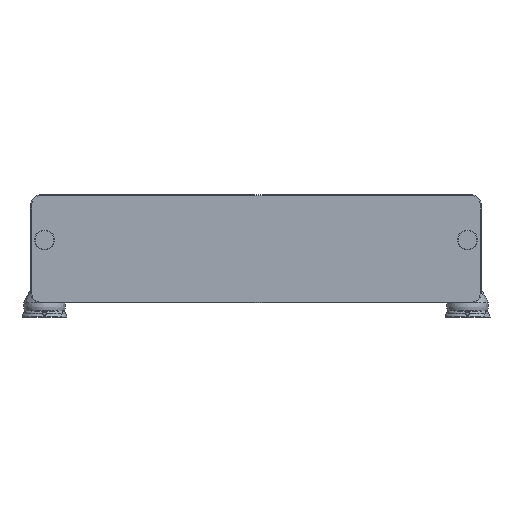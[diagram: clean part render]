
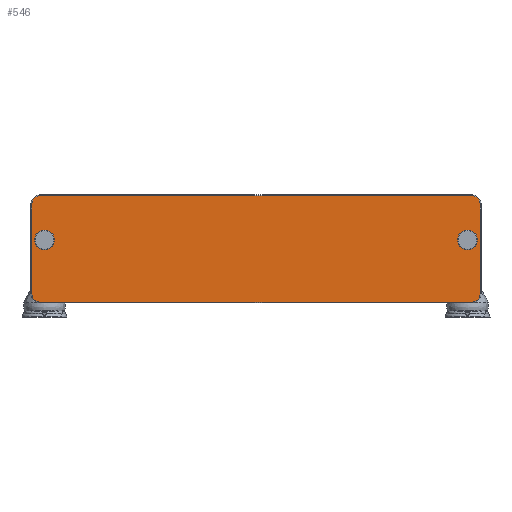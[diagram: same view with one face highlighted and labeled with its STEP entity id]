
A CAD part, top view. The second image highlights one B-rep face of the part: STEP entity #546.
In plain terms, the highlighted planar face has unit normal (0, 0, 1).
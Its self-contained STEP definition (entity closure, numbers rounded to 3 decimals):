
#546=ADVANCED_FACE('',(#1055,#1056,#1057),#739,.T.);
#739=PLANE('',#3128);
#799=LINE('',#4196,#927);
#800=LINE('',#4201,#928);
#801=LINE('',#4205,#929);
#802=LINE('',#4209,#930);
#927=VECTOR('',#3441,1.);
#928=VECTOR('',#3444,1.);
#929=VECTOR('',#3447,1.);
#930=VECTOR('',#3450,1.);
#1055=FACE_BOUND('',#1159,.T.);
#1056=FACE_BOUND('',#1160,.T.);
#1057=FACE_BOUND('',#1161,.T.);
#1159=EDGE_LOOP('',(#1405));
#1160=EDGE_LOOP('',(#1406));
#1161=EDGE_LOOP('',(#1407,#1408,#1409,#1410,#1411,#1412,#1413,#1414));
#1405=ORIENTED_EDGE('',*,*,#2551,.F.);
#1406=ORIENTED_EDGE('',*,*,#2552,.F.);
#1407=ORIENTED_EDGE('',*,*,#2553,.T.);
#1408=ORIENTED_EDGE('',*,*,#2554,.T.);
#1409=ORIENTED_EDGE('',*,*,#2555,.T.);
#1410=ORIENTED_EDGE('',*,*,#2556,.T.);
#1411=ORIENTED_EDGE('',*,*,#2557,.T.);
#1412=ORIENTED_EDGE('',*,*,#2558,.T.);
#1413=ORIENTED_EDGE('',*,*,#2559,.T.);
#1414=ORIENTED_EDGE('',*,*,#2560,.T.);
#2257=VERTEX_POINT('',#4193);
#2258=VERTEX_POINT('',#4195);
#2259=VERTEX_POINT('',#4197);
#2260=VERTEX_POINT('',#4198);
#2261=VERTEX_POINT('',#4200);
#2262=VERTEX_POINT('',#4202);
#2263=VERTEX_POINT('',#4204);
#2264=VERTEX_POINT('',#4206);
#2265=VERTEX_POINT('',#4208);
#2266=VERTEX_POINT('',#4210);
#2551=EDGE_CURVE('',#2257,#2257,#2977,.T.);
#2552=EDGE_CURVE('',#2258,#2258,#2978,.T.);
#2553=EDGE_CURVE('',#2259,#2260,#799,.T.);
#2554=EDGE_CURVE('',#2260,#2261,#2979,.T.);
#2555=EDGE_CURVE('',#2261,#2262,#800,.T.);
#2556=EDGE_CURVE('',#2262,#2263,#2980,.T.);
#2557=EDGE_CURVE('',#2263,#2264,#801,.T.);
#2558=EDGE_CURVE('',#2264,#2265,#2981,.T.);
#2559=EDGE_CURVE('',#2265,#2266,#802,.T.);
#2560=EDGE_CURVE('',#2266,#2259,#2982,.T.);
#2977=CIRCLE('',#3122,3.4);
#2978=CIRCLE('',#3123,3.4);
#2979=CIRCLE('',#3124,9.);
#2980=CIRCLE('',#3125,9.);
#2981=CIRCLE('',#3126,9.);
#2982=CIRCLE('',#3127,9.);
#3122=AXIS2_PLACEMENT_3D('',#4192,#3437,#3438);
#3123=AXIS2_PLACEMENT_3D('',#4194,#3439,#3440);
#3124=AXIS2_PLACEMENT_3D('',#4199,#3442,#3443);
#3125=AXIS2_PLACEMENT_3D('',#4203,#3445,#3446);
#3126=AXIS2_PLACEMENT_3D('',#4207,#3448,#3449);
#3127=AXIS2_PLACEMENT_3D('',#4211,#3451,#3452);
#3128=AXIS2_PLACEMENT_3D('',#4212,#3453,#3454);
#3437=DIRECTION('',(0.,0.,1.));
#3438=DIRECTION('',(1.,0.,0.));
#3439=DIRECTION('',(0.,0.,1.));
#3440=DIRECTION('',(1.,0.,0.));
#3441=DIRECTION('',(-1.,0.,0.));
#3442=DIRECTION('',(0.,0.,1.));
#3443=DIRECTION('',(1.,0.,0.));
#3444=DIRECTION('',(0.,-1.,0.));
#3445=DIRECTION('',(0.,0.,1.));
#3446=DIRECTION('',(1.,0.,0.));
#3447=DIRECTION('',(1.,0.,0.));
#3448=DIRECTION('',(0.,0.,1.));
#3449=DIRECTION('',(1.,0.,0.));
#3450=DIRECTION('',(0.,1.,0.));
#3451=DIRECTION('',(0.,0.,1.));
#3452=DIRECTION('',(1.,0.,0.));
#3453=DIRECTION('',(0.,0.,1.));
#3454=DIRECTION('',(1.,0.,0.));
#4192=CARTESIAN_POINT('',(1310.409,-589.454,6.));
#4193=CARTESIAN_POINT('',(1313.809,-589.454,6.));
#4194=CARTESIAN_POINT('',(848.909,-589.454,6.));
#4195=CARTESIAN_POINT('',(852.309,-589.454,6.));
#4196=CARTESIAN_POINT('',(1078.909,-540.454,6.));
#4197=CARTESIAN_POINT('',(1318.909,-540.454,6.));
#4198=CARTESIAN_POINT('',(838.909,-540.454,6.));
#4199=CARTESIAN_POINT('',(838.909,-549.454,6.));
#4200=CARTESIAN_POINT('',(829.909,-549.454,6.));
#4201=CARTESIAN_POINT('',(829.909,-599.454,6.));
#4202=CARTESIAN_POINT('',(829.909,-649.454,6.));
#4203=CARTESIAN_POINT('',(838.909,-649.454,6.));
#4204=CARTESIAN_POINT('',(838.909,-658.454,6.));
#4205=CARTESIAN_POINT('',(1078.909,-658.454,6.));
#4206=CARTESIAN_POINT('',(1318.909,-658.454,6.));
#4207=CARTESIAN_POINT('',(1318.909,-649.454,6.));
#4208=CARTESIAN_POINT('',(1327.909,-649.454,6.));
#4209=CARTESIAN_POINT('',(1327.909,-599.454,6.));
#4210=CARTESIAN_POINT('',(1327.909,-549.454,6.));
#4211=CARTESIAN_POINT('',(1318.909,-549.454,6.));
#4212=CARTESIAN_POINT('',(1078.909,-599.454,6.));
